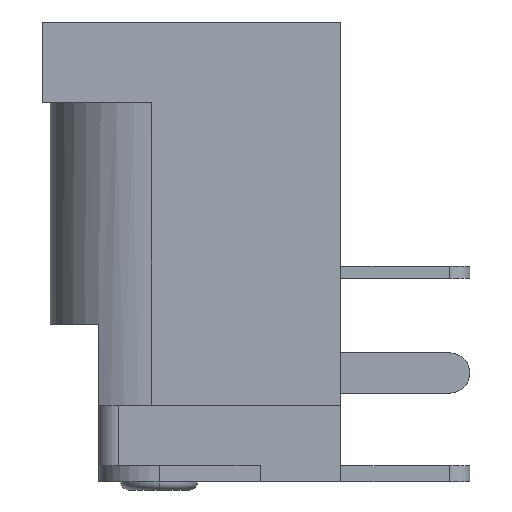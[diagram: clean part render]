
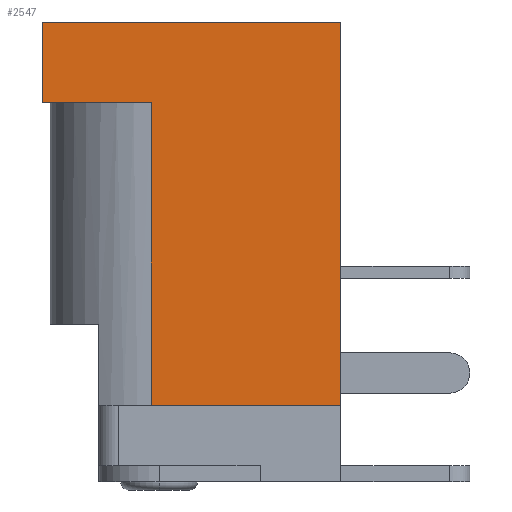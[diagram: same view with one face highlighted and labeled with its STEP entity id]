
A CAD part, left-side view. The second image highlights one B-rep face of the part: STEP entity #2547.
In plain terms, the highlighted planar face has unit normal (-1, 0, 0).
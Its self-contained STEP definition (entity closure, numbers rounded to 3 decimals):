
#13 = LINE ( 'NONE', #306, #1749 ) ;
#69 = CARTESIAN_POINT ( 'NONE',  ( -2.5, 7.4, -2. ) ) ;
#306 = CARTESIAN_POINT ( 'NONE',  ( -2.5, -0.741, 0. ) ) ;
#332 = VECTOR ( 'NONE', #1049, 1000. ) ;
#524 = CARTESIAN_POINT ( 'NONE',  ( -2.5, 0., -10.451 ) ) ;
#535 = DIRECTION ( 'NONE',  ( 0., 0., -1. ) ) ;
#625 = EDGE_CURVE ( 'NONE', #2556, #896, #1231, .T. ) ;
#626 = DIRECTION ( 'NONE',  ( 0., 0., 1. ) ) ;
#634 = CARTESIAN_POINT ( 'NONE',  ( -2.5, -0.741, -10.451 ) ) ;
#635 = LINE ( 'NONE', #524, #2154 ) ;
#689 = EDGE_LOOP ( 'NONE', ( #1361, #2161, #2239, #2325, #815, #1847 ) ) ;
#702 = DIRECTION ( 'NONE',  ( 0., 1., 0. ) ) ;
#784 = CARTESIAN_POINT ( 'NONE',  ( -2.5, 0., 0. ) ) ;
#815 = ORIENTED_EDGE ( 'NONE', *, *, #1616, .T. ) ;
#896 = VERTEX_POINT ( 'NONE', #2461 ) ;
#949 = VECTOR ( 'NONE', #535, 1000. ) ;
#1023 = EDGE_CURVE ( 'NONE', #2178, #2556, #2401, .T. ) ;
#1049 = DIRECTION ( 'NONE',  ( 0., -1., 0. ) ) ;
#1063 = LINE ( 'NONE', #1146, #1290 ) ;
#1114 = CARTESIAN_POINT ( 'NONE',  ( -2.5, 0., -9.5 ) ) ;
#1146 = CARTESIAN_POINT ( 'NONE',  ( -2.5, -0.741, -9.5 ) ) ;
#1184 = DIRECTION ( 'NONE',  ( 0., 0., -1. ) ) ;
#1231 = LINE ( 'NONE', #1973, #2489 ) ;
#1266 = VERTEX_POINT ( 'NONE', #784 ) ;
#1274 = CARTESIAN_POINT ( 'NONE',  ( -2.5, -0.741, -2. ) ) ;
#1289 = CARTESIAN_POINT ( 'NONE',  ( -2.5, 4.7, -2. ) ) ;
#1290 = VECTOR ( 'NONE', #1732, 1000. ) ;
#1361 = ORIENTED_EDGE ( 'NONE', *, *, #2124, .T. ) ;
#1406 = PLANE ( 'NONE',  #2360 ) ;
#1474 = CARTESIAN_POINT ( 'NONE',  ( -2.5, 7.4, 0. ) ) ;
#1512 = DIRECTION ( 'NONE',  ( 0., 0., 1. ) ) ;
#1537 = VERTEX_POINT ( 'NONE', #1474 ) ;
#1616 = EDGE_CURVE ( 'NONE', #2098, #1266, #635, .T. ) ;
#1681 = EDGE_CURVE ( 'NONE', #1266, #1537, #13, .T. ) ;
#1732 = DIRECTION ( 'NONE',  ( 0., -1., 0. ) ) ;
#1733 = EDGE_CURVE ( 'NONE', #896, #2098, #1063, .T. ) ;
#1749 = VECTOR ( 'NONE', #702, 1000. ) ;
#1847 = ORIENTED_EDGE ( 'NONE', *, *, #1681, .T. ) ;
#1973 = CARTESIAN_POINT ( 'NONE',  ( -2.5, 4.7, -10.451 ) ) ;
#1991 = FACE_OUTER_BOUND ( 'NONE', #689, .T. ) ;
#2098 = VERTEX_POINT ( 'NONE', #1114 ) ;
#2124 = EDGE_CURVE ( 'NONE', #1537, #2178, #2267, .T. ) ;
#2154 = VECTOR ( 'NONE', #1512, 1000. ) ;
#2161 = ORIENTED_EDGE ( 'NONE', *, *, #1023, .T. ) ;
#2178 = VERTEX_POINT ( 'NONE', #69 ) ;
#2239 = ORIENTED_EDGE ( 'NONE', *, *, #625, .T. ) ;
#2267 = LINE ( 'NONE', #2323, #949 ) ;
#2301 = DIRECTION ( 'NONE',  ( -1., 0., 0. ) ) ;
#2323 = CARTESIAN_POINT ( 'NONE',  ( -2.5, 7.4, -10.451 ) ) ;
#2325 = ORIENTED_EDGE ( 'NONE', *, *, #1733, .T. ) ;
#2360 = AXIS2_PLACEMENT_3D ( 'NONE', #634, #2301, #626 ) ;
#2401 = LINE ( 'NONE', #1274, #332 ) ;
#2461 = CARTESIAN_POINT ( 'NONE',  ( -2.5, 4.7, -9.5 ) ) ;
#2489 = VECTOR ( 'NONE', #1184, 1000. ) ;
#2547 = ADVANCED_FACE ( 'NONE', ( #1991 ), #1406, .T. ) ;
#2556 = VERTEX_POINT ( 'NONE', #1289 ) ;
